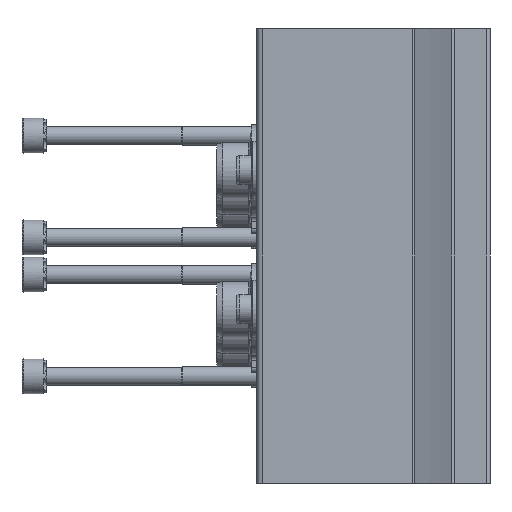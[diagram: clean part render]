
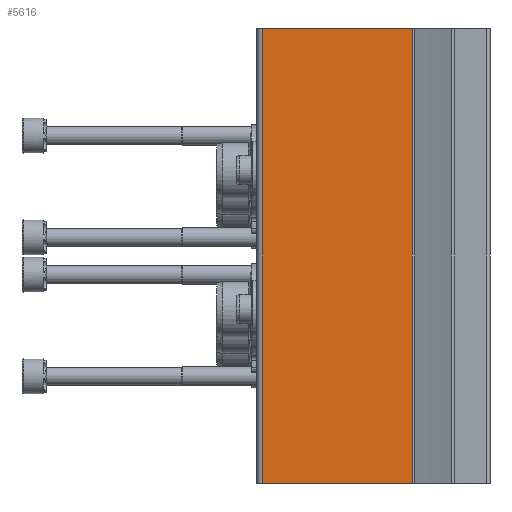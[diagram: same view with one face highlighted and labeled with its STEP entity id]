
A CAD part, left-side view. The second image highlights one B-rep face of the part: STEP entity #5616.
In plain terms, the highlighted planar face has unit normal (-1, 0, 0).
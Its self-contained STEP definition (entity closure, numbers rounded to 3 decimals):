
#183=PLANE('',#6070);
#728=ORIENTED_EDGE('',*,*,#2222,.F.);
#729=ORIENTED_EDGE('',*,*,#2221,.F.);
#730=ORIENTED_EDGE('',*,*,#2223,.T.);
#731=ORIENTED_EDGE('',*,*,#2224,.T.);
#2221=EDGE_CURVE('',#2968,#2966,#3504,.T.);
#2222=EDGE_CURVE('',#2966,#2969,#3505,.T.);
#2223=EDGE_CURVE('',#2968,#2970,#3506,.T.);
#2224=EDGE_CURVE('',#2970,#2969,#3507,.T.);
#2966=VERTEX_POINT('',#8677);
#2968=VERTEX_POINT('',#8681);
#2969=VERTEX_POINT('',#8685);
#2970=VERTEX_POINT('',#8687);
#3504=LINE('',#8682,#3939);
#3505=LINE('',#8684,#3940);
#3506=LINE('',#8686,#3941);
#3507=LINE('',#8688,#3942);
#3939=VECTOR('',#6768,1000.);
#3940=VECTOR('',#6771,1000.);
#3941=VECTOR('',#6772,1000.);
#3942=VECTOR('',#6773,1000.);
#4386=EDGE_LOOP('',(#728,#729,#730,#731));
#4959=FACE_BOUND('',#4386,.T.);
#5616=ADVANCED_FACE('',(#4959),#183,.T.);
#6070=AXIS2_PLACEMENT_3D('',#8683,#6769,#6770);
#6768=DIRECTION('',(0.,0.,1.));
#6769=DIRECTION('',(-1.,0.,0.));
#6770=DIRECTION('',(0.,0.,1.));
#6771=DIRECTION('',(0.,-1.,0.));
#6772=DIRECTION('',(0.,-1.,0.));
#6773=DIRECTION('',(0.,0.,1.));
#8677=CARTESIAN_POINT('',(-55.,36.,0.));
#8681=CARTESIAN_POINT('',(-55.,36.,-72.));
#8682=CARTESIAN_POINT('',(-55.,36.,-72.));
#8683=CARTESIAN_POINT('',(-55.,36.,-72.));
#8684=CARTESIAN_POINT('',(-55.,36.,0.));
#8685=CARTESIAN_POINT('',(-55.,12.341,0.));
#8686=CARTESIAN_POINT('',(-55.,36.,-72.));
#8687=CARTESIAN_POINT('',(-55.,12.341,-72.));
#8688=CARTESIAN_POINT('',(-55.,12.341,-72.));
